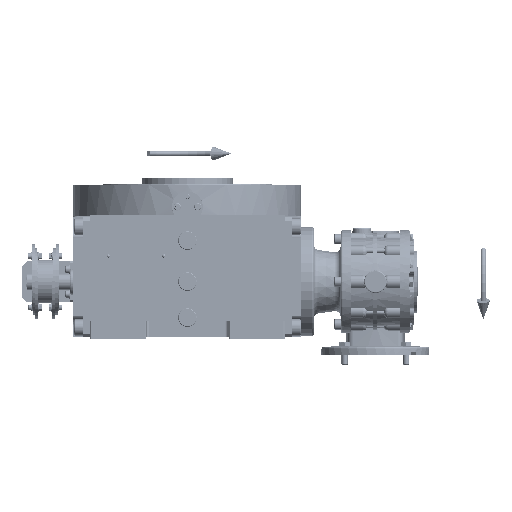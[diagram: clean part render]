
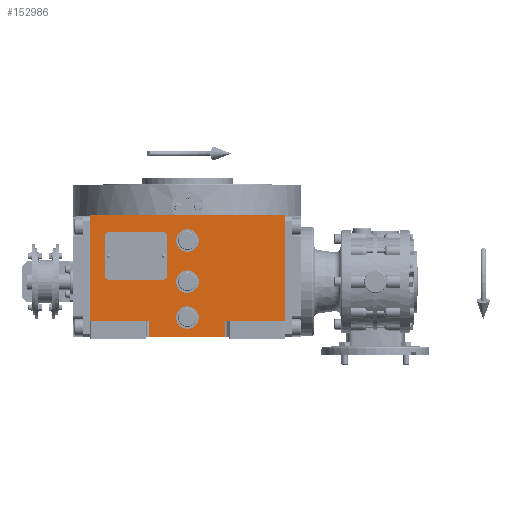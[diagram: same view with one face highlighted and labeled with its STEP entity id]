
A CAD part, top view. The second image highlights one B-rep face of the part: STEP entity #152986.
In plain terms, the highlighted planar face has unit normal (0, 0, 1).
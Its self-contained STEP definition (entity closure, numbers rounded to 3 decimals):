
#992 = AXIS2_PLACEMENT_3D ( 'NONE', #24015, #13601, #108846 ) ;
#1931 = LINE ( 'NONE', #99531, #60740 ) ;
#2100 = ORIENTED_EDGE ( 'NONE', *, *, #15273, .F. ) ;
#5161 = VERTEX_POINT ( 'NONE', #121026 ) ;
#6052 = CARTESIAN_POINT ( 'NONE',  ( -11., 40., 163.5 ) ) ;
#7522 = CARTESIAN_POINT ( 'NONE',  ( -94.5, -53.5, 163.5 ) ) ;
#7592 = VERTEX_POINT ( 'NONE', #97876 ) ;
#8606 = EDGE_LOOP ( 'NONE', ( #56723, #31232, #67803, #96317, #2100, #19332, #10856, #38872 ) ) ;
#9212 = CARTESIAN_POINT ( 'NONE',  ( 0., 40., 163.5 ) ) ;
#9643 = DIRECTION ( 'NONE',  ( 0., 0., 1. ) ) ;
#10856 = ORIENTED_EDGE ( 'NONE', *, *, #97372, .T. ) ;
#10882 = EDGE_CURVE ( 'NONE', #81302, #85370, #1931, .T. ) ;
#11958 = DIRECTION ( 'NONE',  ( 1., 0., 0. ) ) ;
#13232 = CIRCLE ( 'NONE', #133325, 11. ) ;
#13601 = DIRECTION ( 'NONE',  ( 0., 0., 1. ) ) ;
#14662 = AXIS2_PLACEMENT_3D ( 'NONE', #9212, #82828, #70800 ) ;
#15273 = EDGE_CURVE ( 'NONE', #113896, #42930, #95913, .T. ) ;
#15722 = VECTOR ( 'NONE', #11958, 1000. ) ;
#15871 = DIRECTION ( 'NONE',  ( 1., 0., 0. ) ) ;
#18176 = LINE ( 'NONE', #127849, #88077 ) ;
#18977 = DIRECTION ( 'NONE',  ( 0., -1., 0. ) ) ;
#19332 = ORIENTED_EDGE ( 'NONE', *, *, #95765, .F. ) ;
#19688 = CARTESIAN_POINT ( 'NONE',  ( 11., 40., 163.5 ) ) ;
#20171 = EDGE_LOOP ( 'NONE', ( #118949, #44536 ) ) ;
#20294 = PLANE ( 'NONE',  #103061 ) ;
#21119 = CARTESIAN_POINT ( 'NONE',  ( -94.5, -38.5, 163.5 ) ) ;
#23065 = CARTESIAN_POINT ( 'NONE',  ( -94.5, 64.5, 163.5 ) ) ;
#23236 = VERTEX_POINT ( 'NONE', #21119 ) ;
#24015 = CARTESIAN_POINT ( 'NONE',  ( 0., 0., 163.5 ) ) ;
#25341 = LINE ( 'NONE', #74926, #125412 ) ;
#26530 = VERTEX_POINT ( 'NONE', #67053 ) ;
#29814 = CARTESIAN_POINT ( 'NONE',  ( -37., -53.5, 163.5 ) ) ;
#31232 = ORIENTED_EDGE ( 'NONE', *, *, #120125, .F. ) ;
#35908 = EDGE_LOOP ( 'NONE', ( #39720, #45344 ) ) ;
#37193 = AXIS2_PLACEMENT_3D ( 'NONE', #66127, #111835, #76596 ) ;
#38872 = ORIENTED_EDGE ( 'NONE', *, *, #86855, .F. ) ;
#38908 = DIRECTION ( 'NONE',  ( 0., 1., 0. ) ) ;
#39720 = ORIENTED_EDGE ( 'NONE', *, *, #40078, .F. ) ;
#40078 = EDGE_CURVE ( 'NONE', #70341, #61658, #80715, .T. ) ;
#41834 = EDGE_CURVE ( 'NONE', #61658, #70341, #157831, .T. ) ;
#42882 = AXIS2_PLACEMENT_3D ( 'NONE', #117657, #152939, #116087 ) ;
#42930 = VERTEX_POINT ( 'NONE', #115703 ) ;
#44536 = ORIENTED_EDGE ( 'NONE', *, *, #139816, .F. ) ;
#44858 = VERTEX_POINT ( 'NONE', #135484 ) ;
#45344 = ORIENTED_EDGE ( 'NONE', *, *, #41834, .F. ) ;
#45982 = VECTOR ( 'NONE', #72922, 1000. ) ;
#48904 = CARTESIAN_POINT ( 'NONE',  ( -94.5, -38.5, 163.5 ) ) ;
#52739 = CARTESIAN_POINT ( 'NONE',  ( -37., -53.5, 163.5 ) ) ;
#55514 = FACE_BOUND ( 'NONE', #154213, .T. ) ;
#56723 = ORIENTED_EDGE ( 'NONE', *, *, #148858, .T. ) ;
#57086 = FACE_OUTER_BOUND ( 'NONE', #8606, .T. ) ;
#59781 = CIRCLE ( 'NONE', #992, 11. ) ;
#60740 = VECTOR ( 'NONE', #148414, 1000. ) ;
#61010 = EDGE_CURVE ( 'NONE', #67097, #7592, #145275, .T. ) ;
#61658 = VERTEX_POINT ( 'NONE', #6052 ) ;
#66127 = CARTESIAN_POINT ( 'NONE',  ( 0., 40., 163.5 ) ) ;
#67053 = CARTESIAN_POINT ( 'NONE',  ( 37., -53.5, 163.5 ) ) ;
#67097 = VERTEX_POINT ( 'NONE', #145771 ) ;
#67803 = ORIENTED_EDGE ( 'NONE', *, *, #10882, .T. ) ;
#68784 = VERTEX_POINT ( 'NONE', #52739 ) ;
#69098 = DIRECTION ( 'NONE',  ( 1., 0., 0. ) ) ;
#70341 = VERTEX_POINT ( 'NONE', #19688 ) ;
#70800 = DIRECTION ( 'NONE',  ( -1., 0., 0. ) ) ;
#71559 = VECTOR ( 'NONE', #78620, 1000. ) ;
#72922 = DIRECTION ( 'NONE',  ( 0., 1., 0. ) ) ;
#74926 = CARTESIAN_POINT ( 'NONE',  ( 94.5, -38.5, 163.5 ) ) ;
#75558 = CARTESIAN_POINT ( 'NONE',  ( -11., 0., 163.5 ) ) ;
#75774 = CARTESIAN_POINT ( 'NONE',  ( -37., -53.5, 163.5 ) ) ;
#76596 = DIRECTION ( 'NONE',  ( 1., 0., 0. ) ) ;
#76720 = LINE ( 'NONE', #99148, #15722 ) ;
#77334 = LINE ( 'NONE', #75774, #140488 ) ;
#78620 = DIRECTION ( 'NONE',  ( 0., 1., 0. ) ) ;
#80715 = CIRCLE ( 'NONE', #37193, 11. ) ;
#81302 = VERTEX_POINT ( 'NONE', #131380 ) ;
#82828 = DIRECTION ( 'NONE',  ( 0., 0., 1. ) ) ;
#85370 = VERTEX_POINT ( 'NONE', #122673 ) ;
#86855 = EDGE_CURVE ( 'NONE', #68784, #44858, #152256, .T. ) ;
#88077 = VECTOR ( 'NONE', #18977, 1000. ) ;
#88589 = DIRECTION ( 'NONE',  ( 1., 0., 0. ) ) ;
#89484 = ORIENTED_EDGE ( 'NONE', *, *, #129817, .F. ) ;
#90803 = DIRECTION ( 'NONE',  ( 0., 0., 1. ) ) ;
#95765 = EDGE_CURVE ( 'NONE', #23236, #113896, #137766, .T. ) ;
#95913 = LINE ( 'NONE', #23065, #140303 ) ;
#96317 = ORIENTED_EDGE ( 'NONE', *, *, #96627, .T. ) ;
#96457 = ORIENTED_EDGE ( 'NONE', *, *, #61010, .F. ) ;
#96627 = EDGE_CURVE ( 'NONE', #85370, #42930, #25341, .T. ) ;
#96670 = AXIS2_PLACEMENT_3D ( 'NONE', #149592, #123149, #15871 ) ;
#97372 = EDGE_CURVE ( 'NONE', #23236, #44858, #76720, .T. ) ;
#97876 = CARTESIAN_POINT ( 'NONE',  ( -11., -35., 163.5 ) ) ;
#99148 = CARTESIAN_POINT ( 'NONE',  ( -94.5, -38.5, 163.5 ) ) ;
#99531 = CARTESIAN_POINT ( 'NONE',  ( 37., -38.5, 163.5 ) ) ;
#101181 = DIRECTION ( 'NONE',  ( -1., 0., 0. ) ) ;
#103061 = AXIS2_PLACEMENT_3D ( 'NONE', #7522, #90803, #69098 ) ;
#103293 = CARTESIAN_POINT ( 'NONE',  ( -94.5, 64.5, 163.5 ) ) ;
#104114 = CARTESIAN_POINT ( 'NONE',  ( 0., -35., 163.5 ) ) ;
#104355 = FACE_BOUND ( 'NONE', #35908, .T. ) ;
#108846 = DIRECTION ( 'NONE',  ( 1., 0., 0. ) ) ;
#111835 = DIRECTION ( 'NONE',  ( 0., 0., 1. ) ) ;
#113896 = VERTEX_POINT ( 'NONE', #103293 ) ;
#115703 = CARTESIAN_POINT ( 'NONE',  ( 94.5, 64.5, 163.5 ) ) ;
#116087 = DIRECTION ( 'NONE',  ( -1., 0., 0. ) ) ;
#117657 = CARTESIAN_POINT ( 'NONE',  ( 0., 0., 163.5 ) ) ;
#118949 = ORIENTED_EDGE ( 'NONE', *, *, #134028, .F. ) ;
#120125 = EDGE_CURVE ( 'NONE', #81302, #26530, #18176, .T. ) ;
#121026 = CARTESIAN_POINT ( 'NONE',  ( 11., 0., 163.5 ) ) ;
#122673 = CARTESIAN_POINT ( 'NONE',  ( 94.5, -38.5, 163.5 ) ) ;
#123149 = DIRECTION ( 'NONE',  ( 0., 0., 1. ) ) ;
#125412 = VECTOR ( 'NONE', #38908, 1000. ) ;
#127849 = CARTESIAN_POINT ( 'NONE',  ( 37., -38.5, 163.5 ) ) ;
#129817 = EDGE_CURVE ( 'NONE', #7592, #67097, #13232, .T. ) ;
#129987 = FACE_BOUND ( 'NONE', #20171, .T. ) ;
#131380 = CARTESIAN_POINT ( 'NONE',  ( 37., -38.5, 163.5 ) ) ;
#132364 = CIRCLE ( 'NONE', #42882, 11. ) ;
#133325 = AXIS2_PLACEMENT_3D ( 'NONE', #104114, #9643, #101181 ) ;
#134028 = EDGE_CURVE ( 'NONE', #5161, #148148, #59781, .T. ) ;
#135484 = CARTESIAN_POINT ( 'NONE',  ( -37., -38.5, 163.5 ) ) ;
#137766 = LINE ( 'NONE', #48904, #45982 ) ;
#139816 = EDGE_CURVE ( 'NONE', #148148, #5161, #132364, .T. ) ;
#140303 = VECTOR ( 'NONE', #158343, 1000. ) ;
#140488 = VECTOR ( 'NONE', #88589, 1000. ) ;
#145275 = CIRCLE ( 'NONE', #96670, 11. ) ;
#145771 = CARTESIAN_POINT ( 'NONE',  ( 11., -35., 163.5 ) ) ;
#148148 = VERTEX_POINT ( 'NONE', #75558 ) ;
#148414 = DIRECTION ( 'NONE',  ( 1., 0., 0. ) ) ;
#148858 = EDGE_CURVE ( 'NONE', #68784, #26530, #77334, .T. ) ;
#149592 = CARTESIAN_POINT ( 'NONE',  ( 0., -35., 163.5 ) ) ;
#152256 = LINE ( 'NONE', #29814, #71559 ) ;
#152939 = DIRECTION ( 'NONE',  ( 0., 0., 1. ) ) ;
#152986 = ADVANCED_FACE ( 'NONE', ( #129987, #55514, #104355, #57086 ), #20294, .T. ) ;
#154213 = EDGE_LOOP ( 'NONE', ( #96457, #89484 ) ) ;
#157831 = CIRCLE ( 'NONE', #14662, 11. ) ;
#158343 = DIRECTION ( 'NONE',  ( 1., 0., 0. ) ) ;
